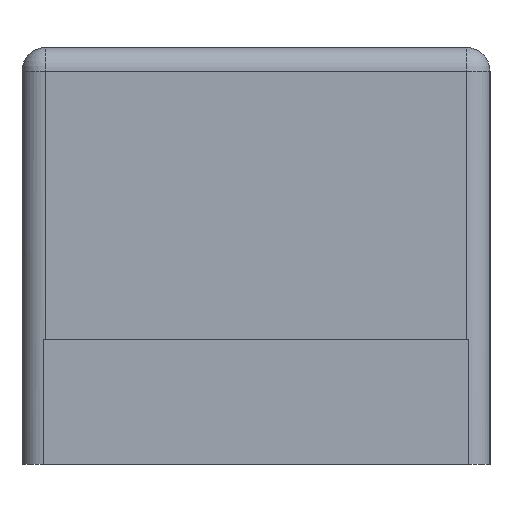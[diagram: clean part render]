
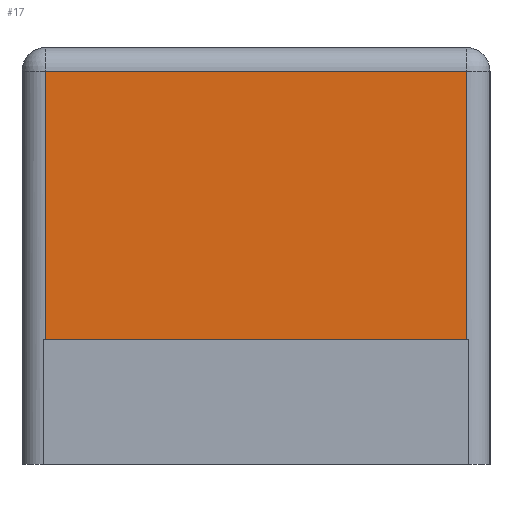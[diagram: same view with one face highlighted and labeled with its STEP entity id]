
A CAD part, left-side view. The second image highlights one B-rep face of the part: STEP entity #17.
In plain terms, the highlighted planar face has unit normal (-1, 0, 0).
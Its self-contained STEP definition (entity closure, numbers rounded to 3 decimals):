
#13=DIRECTION('',(0.,0.,1.));
#17=ADVANCED_FACE('',(#18),#48,.F.);
#18=FACE_BOUND('',#19,.F.);
#19=EDGE_LOOP('',(#20,#29,#37,#43));
#20=ORIENTED_EDGE('',*,*,#21,.F.);
#21=EDGE_CURVE('',#22,#24,#26,.T.);
#22=VERTEX_POINT('',#23);
#23=CARTESIAN_POINT('',(-10.67,-3.659,2.172));
#24=VERTEX_POINT('',#25);
#25=CARTESIAN_POINT('',(-10.67,-3.659,6.834));
#26=LINE('',#27,#28);
#27=CARTESIAN_POINT('',(-10.67,-3.659,0.));
#28=VECTOR('',#13,1.);
#29=ORIENTED_EDGE('',*,*,#30,.F.);
#30=EDGE_CURVE('',#31,#22,#33,.T.);
#31=VERTEX_POINT('',#32);
#32=CARTESIAN_POINT('',(-10.67,3.659,2.172));
#33=LINE('',#34,#35);
#34=CARTESIAN_POINT('',(-10.67,-3.875,2.172));
#35=VECTOR('',#36,1.);
#36=DIRECTION('',(0.,-1.,0.));
#37=ORIENTED_EDGE('',*,*,#38,.T.);
#38=EDGE_CURVE('',#31,#39,#41,.T.);
#39=VERTEX_POINT('',#40);
#40=CARTESIAN_POINT('',(-10.67,3.659,6.834));
#41=LINE('',#42,#28);
#42=CARTESIAN_POINT('',(-10.67,3.659,0.));
#43=ORIENTED_EDGE('',*,*,#44,.F.);
#44=EDGE_CURVE('',#24,#39,#45,.T.);
#45=LINE('',#25,#46);
#46=VECTOR('',#47,1.);
#47=DIRECTION('',(0.,1.,0.));
#48=PLANE('',#49);
#49=AXIS2_PLACEMENT_3D('',#50,#51,#13);
#50=CARTESIAN_POINT('',(-10.67,-4.065,0.));
#51=DIRECTION('',(1.,0.,0.));
